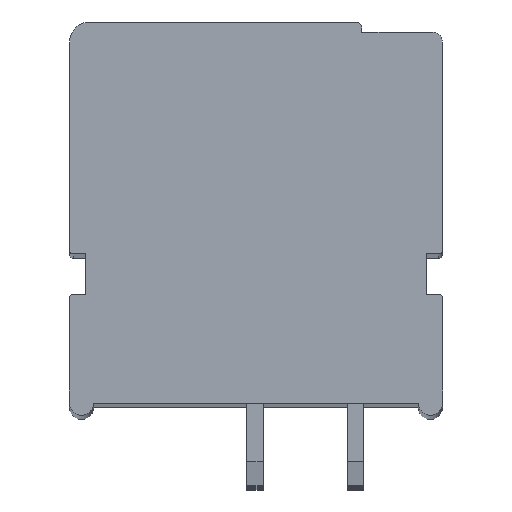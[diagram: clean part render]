
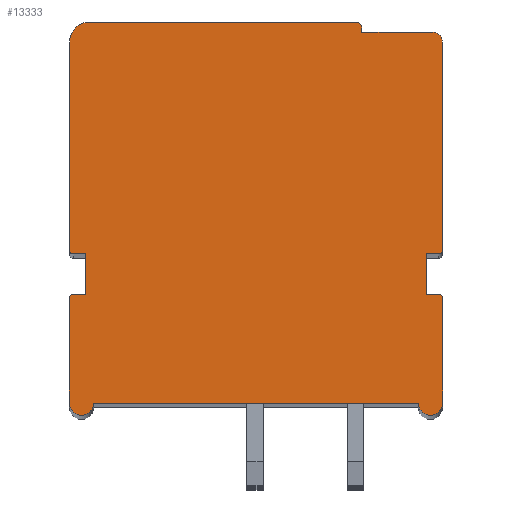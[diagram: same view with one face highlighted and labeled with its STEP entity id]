
A CAD part, top view. The second image highlights one B-rep face of the part: STEP entity #13333.
In plain terms, the highlighted planar face has unit normal (0, 0, 1).
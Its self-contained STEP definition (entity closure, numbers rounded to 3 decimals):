
#1790=CARTESIAN_POINT('',(8.75,8.75,4.7));
#1791=DIRECTION('',(0.,0.,1.));
#1792=DIRECTION('',(1.,0.,0.));
#1793=AXIS2_PLACEMENT_3D('',#1790,#1791,#1792);
#1795=DIRECTION('',(0.,1.,0.));
#1796=VECTOR('',#1795,10.3);
#1797=CARTESIAN_POINT('',(9.25,-1.55,4.7));
#1798=LINE('',#1797,#1796);
#1799=CARTESIAN_POINT('',(9.05,-1.55,4.7));
#1800=DIRECTION('',(0.,0.,1.));
#1801=DIRECTION('',(0.,-1.,0.));
#1802=AXIS2_PLACEMENT_3D('',#1799,#1800,#1801);
#1804=DIRECTION('',(1.,0.,0.));
#1805=VECTOR('',#1804,0.6);
#1806=CARTESIAN_POINT('',(8.45,-1.75,4.7));
#1807=LINE('',#1806,#1805);
#1808=DIRECTION('',(0.,1.,0.));
#1809=VECTOR('',#1808,2.);
#1810=CARTESIAN_POINT('',(8.45,-3.75,4.7));
#1811=LINE('',#1810,#1809);
#1812=DIRECTION('',(-1.,0.,0.));
#1813=VECTOR('',#1812,0.6);
#1814=CARTESIAN_POINT('',(9.05,-3.75,4.7));
#1815=LINE('',#1814,#1813);
#1816=CARTESIAN_POINT('',(9.05,-3.95,4.7));
#1817=DIRECTION('',(0.,0.,1.));
#1818=DIRECTION('',(1.,0.,0.));
#1819=AXIS2_PLACEMENT_3D('',#1816,#1817,#1818);
#1821=DIRECTION('',(0.,1.,0.));
#1822=VECTOR('',#1821,5.2);
#1823=CARTESIAN_POINT('',(9.25,-9.15,4.7));
#1824=LINE('',#1823,#1822);
#1825=CARTESIAN_POINT('',(8.65,-9.15,4.7));
#1826=DIRECTION('',(0.,0.,1.));
#1827=DIRECTION('',(-1.,0.,0.));
#1828=AXIS2_PLACEMENT_3D('',#1825,#1826,#1827);
#1830=DIRECTION('',(1.,0.,0.));
#1831=VECTOR('',#1830,16.1);
#1832=CARTESIAN_POINT('',(-8.05,-9.15,4.7));
#1833=LINE('',#1832,#1831);
#1834=CARTESIAN_POINT('',(-8.65,-9.15,4.7));
#1835=DIRECTION('',(0.,0.,1.));
#1836=DIRECTION('',(-1.,0.,0.));
#1837=AXIS2_PLACEMENT_3D('',#1834,#1835,#1836);
#1839=DIRECTION('',(0.,-1.,0.));
#1840=VECTOR('',#1839,5.2);
#1841=CARTESIAN_POINT('',(-9.25,-3.95,4.7));
#1842=LINE('',#1841,#1840);
#1843=CARTESIAN_POINT('',(-9.05,-3.95,4.7));
#1844=DIRECTION('',(0.,0.,1.));
#1845=DIRECTION('',(0.,1.,0.));
#1846=AXIS2_PLACEMENT_3D('',#1843,#1844,#1845);
#1848=DIRECTION('',(-1.,0.,0.));
#1849=VECTOR('',#1848,0.6);
#1850=CARTESIAN_POINT('',(-8.45,-3.75,4.7));
#1851=LINE('',#1850,#1849);
#1852=DIRECTION('',(0.,-1.,0.));
#1853=VECTOR('',#1852,2.);
#1854=CARTESIAN_POINT('',(-8.45,-1.75,4.7));
#1855=LINE('',#1854,#1853);
#1856=DIRECTION('',(1.,0.,0.));
#1857=VECTOR('',#1856,0.6);
#1858=CARTESIAN_POINT('',(-9.05,-1.75,4.7));
#1859=LINE('',#1858,#1857);
#1860=CARTESIAN_POINT('',(-9.05,-1.55,4.7));
#1861=DIRECTION('',(0.,0.,1.));
#1862=DIRECTION('',(-1.,0.,0.));
#1863=AXIS2_PLACEMENT_3D('',#1860,#1861,#1862);
#1865=DIRECTION('',(0.,-1.,0.));
#1866=VECTOR('',#1865,10.3);
#1867=CARTESIAN_POINT('',(-9.25,8.75,4.7));
#1868=LINE('',#1867,#1866);
#1869=CARTESIAN_POINT('',(-8.25,8.75,4.7));
#1870=DIRECTION('',(0.,0.,1.));
#1871=DIRECTION('',(0.,1.,0.));
#1872=AXIS2_PLACEMENT_3D('',#1869,#1870,#1871);
#1874=DIRECTION('',(-1.,0.,0.));
#1875=VECTOR('',#1874,13.2);
#1876=CARTESIAN_POINT('',(4.95,9.75,4.7));
#1877=LINE('',#1876,#1875);
#1878=CARTESIAN_POINT('',(4.95,9.45,4.7));
#1879=DIRECTION('',(0.,0.,1.));
#1880=DIRECTION('',(1.,0.,0.));
#1881=AXIS2_PLACEMENT_3D('',#1878,#1879,#1880);
#1883=DIRECTION('',(0.,1.,0.));
#1884=VECTOR('',#1883,0.2);
#1885=CARTESIAN_POINT('',(5.25,9.25,4.7));
#1886=LINE('',#1885,#1884);
#1887=DIRECTION('',(-1.,0.,0.));
#1888=VECTOR('',#1887,3.5);
#1889=CARTESIAN_POINT('',(8.75,9.25,4.7));
#1890=LINE('',#1889,#1888);
#8993=CARTESIAN_POINT('',(9.25,8.75,4.7));
#8994=CARTESIAN_POINT('',(8.75,9.25,4.7));
#8995=VERTEX_POINT('',#8993);
#8996=VERTEX_POINT('',#8994);
#8997=CARTESIAN_POINT('',(5.25,9.25,4.7));
#8998=VERTEX_POINT('',#8997);
#8999=CARTESIAN_POINT('',(5.25,9.45,4.7));
#9000=VERTEX_POINT('',#8999);
#9001=CARTESIAN_POINT('',(4.95,9.75,4.7));
#9002=VERTEX_POINT('',#9001);
#9003=CARTESIAN_POINT('',(-8.25,9.75,4.7));
#9004=VERTEX_POINT('',#9003);
#9005=CARTESIAN_POINT('',(-9.25,8.75,4.7));
#9006=VERTEX_POINT('',#9005);
#9007=CARTESIAN_POINT('',(-9.25,-1.55,4.7));
#9008=VERTEX_POINT('',#9007);
#9009=CARTESIAN_POINT('',(-9.05,-1.75,4.7));
#9010=VERTEX_POINT('',#9009);
#9011=CARTESIAN_POINT('',(-8.45,-1.75,4.7));
#9012=VERTEX_POINT('',#9011);
#9013=CARTESIAN_POINT('',(-8.45,-3.75,4.7));
#9014=VERTEX_POINT('',#9013);
#9015=CARTESIAN_POINT('',(-9.05,-3.75,4.7));
#9016=VERTEX_POINT('',#9015);
#9017=CARTESIAN_POINT('',(-9.25,-3.95,4.7));
#9018=VERTEX_POINT('',#9017);
#9019=CARTESIAN_POINT('',(-9.25,-9.15,4.7));
#9020=VERTEX_POINT('',#9019);
#9021=CARTESIAN_POINT('',(-8.05,-9.15,4.7));
#9022=VERTEX_POINT('',#9021);
#9023=CARTESIAN_POINT('',(8.05,-9.15,4.7));
#9024=VERTEX_POINT('',#9023);
#9025=CARTESIAN_POINT('',(9.25,-9.15,4.7));
#9026=VERTEX_POINT('',#9025);
#9027=CARTESIAN_POINT('',(9.25,-3.95,4.7));
#9028=VERTEX_POINT('',#9027);
#9029=CARTESIAN_POINT('',(9.05,-3.75,4.7));
#9030=VERTEX_POINT('',#9029);
#9031=CARTESIAN_POINT('',(8.45,-3.75,4.7));
#9032=VERTEX_POINT('',#9031);
#9033=CARTESIAN_POINT('',(8.45,-1.75,4.7));
#9034=VERTEX_POINT('',#9033);
#9035=CARTESIAN_POINT('',(9.05,-1.75,4.7));
#9036=VERTEX_POINT('',#9035);
#9037=CARTESIAN_POINT('',(9.25,-1.55,4.7));
#9038=VERTEX_POINT('',#9037);
#13303=CARTESIAN_POINT('',(0.,0.,4.7));
#13304=DIRECTION('',(0.,0.,1.));
#13305=DIRECTION('',(1.,0.,0.));
#13306=AXIS2_PLACEMENT_3D('',#13303,#13304,#13305);
#13307=PLANE('',#13306);
#13308=ORIENTED_EDGE('',*,*,#11885,.F.);
#13309=ORIENTED_EDGE('',*,*,#11900,.F.);
#13310=ORIENTED_EDGE('',*,*,#11914,.F.);
#13311=ORIENTED_EDGE('',*,*,#11928,.F.);
#13312=ORIENTED_EDGE('',*,*,#11942,.F.);
#13313=ORIENTED_EDGE('',*,*,#11956,.F.);
#13314=ORIENTED_EDGE('',*,*,#11970,.F.);
#13315=ORIENTED_EDGE('',*,*,#11984,.F.);
#13316=ORIENTED_EDGE('',*,*,#11998,.F.);
#13317=ORIENTED_EDGE('',*,*,#12012,.F.);
#13318=ORIENTED_EDGE('',*,*,#12506,.F.);
#13319=ORIENTED_EDGE('',*,*,#12520,.F.);
#13320=ORIENTED_EDGE('',*,*,#12534,.F.);
#13321=ORIENTED_EDGE('',*,*,#12548,.F.);
#13322=ORIENTED_EDGE('',*,*,#12562,.F.);
#13323=ORIENTED_EDGE('',*,*,#12576,.F.);
#13324=ORIENTED_EDGE('',*,*,#12590,.F.);
#13325=ORIENTED_EDGE('',*,*,#12604,.F.);
#13326=ORIENTED_EDGE('',*,*,#12618,.F.);
#13327=ORIENTED_EDGE('',*,*,#12632,.F.);
#13328=ORIENTED_EDGE('',*,*,#13030,.F.);
#13329=ORIENTED_EDGE('',*,*,#13044,.F.);
#13330=ORIENTED_EDGE('',*,*,#13057,.F.);
#13331=EDGE_LOOP('',(#13308,#13309,#13310,#13311,#13312,#13313,#13314,#13315,
#13316,#13317,#13318,#13319,#13320,#13321,#13322,#13323,#13324,#13325,#13326,
#13327,#13328,#13329,#13330));
#13332=FACE_OUTER_BOUND('',#13331,.F.);
#1794=CIRCLE('',#1793,0.5);
#1803=CIRCLE('',#1802,0.2);
#1820=CIRCLE('',#1819,0.2);
#1829=CIRCLE('',#1828,0.6);
#1838=CIRCLE('',#1837,0.6);
#1847=CIRCLE('',#1846,0.2);
#1864=CIRCLE('',#1863,0.2);
#1873=CIRCLE('',#1872,1.);
#1882=CIRCLE('',#1881,0.3);
#11885=EDGE_CURVE('',#8995,#8996,#1794,.T.);
#11900=EDGE_CURVE('',#9038,#8995,#1798,.T.);
#11914=EDGE_CURVE('',#9036,#9038,#1803,.T.);
#11928=EDGE_CURVE('',#9034,#9036,#1807,.T.);
#11942=EDGE_CURVE('',#9032,#9034,#1811,.T.);
#11956=EDGE_CURVE('',#9030,#9032,#1815,.T.);
#11970=EDGE_CURVE('',#9028,#9030,#1820,.T.);
#11984=EDGE_CURVE('',#9026,#9028,#1824,.T.);
#11998=EDGE_CURVE('',#9024,#9026,#1829,.T.);
#12012=EDGE_CURVE('',#9022,#9024,#1833,.T.);
#12506=EDGE_CURVE('',#9020,#9022,#1838,.T.);
#12520=EDGE_CURVE('',#9018,#9020,#1842,.T.);
#12534=EDGE_CURVE('',#9016,#9018,#1847,.T.);
#12548=EDGE_CURVE('',#9014,#9016,#1851,.T.);
#12562=EDGE_CURVE('',#9012,#9014,#1855,.T.);
#12576=EDGE_CURVE('',#9010,#9012,#1859,.T.);
#12590=EDGE_CURVE('',#9008,#9010,#1864,.T.);
#12604=EDGE_CURVE('',#9006,#9008,#1868,.T.);
#12618=EDGE_CURVE('',#9004,#9006,#1873,.T.);
#12632=EDGE_CURVE('',#9002,#9004,#1877,.T.);
#13030=EDGE_CURVE('',#9000,#9002,#1882,.T.);
#13044=EDGE_CURVE('',#8998,#9000,#1886,.T.);
#13057=EDGE_CURVE('',#8996,#8998,#1890,.T.);
#13333=ADVANCED_FACE('',(#13332),#13307,.T.);
